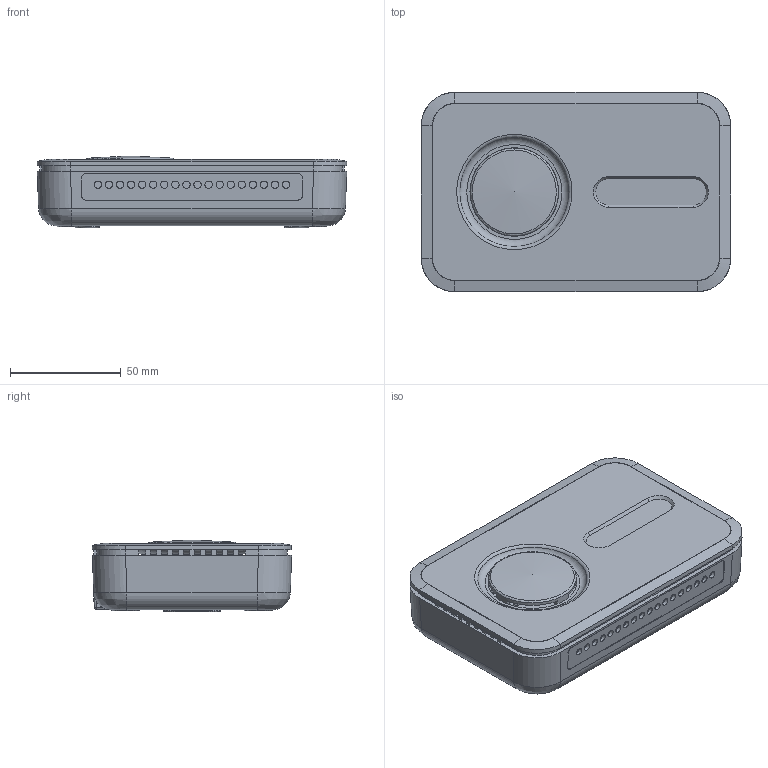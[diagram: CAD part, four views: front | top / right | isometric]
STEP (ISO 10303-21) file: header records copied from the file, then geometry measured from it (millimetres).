
FILE_DESCRIPTION(/* description */ (''),/* implementation_level */ '2;1');
FILE_NAME(/* name */ '',/* time_stamp */ '2014-03-06T14:15:35+08:00',/* author */ (''),/* organization */ (''),/* preprocessor_version */ 'ST-DEVELOPER v11',/* originating_system */ 'SIEMENS PLM Software NX 7.0',/* authorisation */ '');
FILE_SCHEMA (('CONFIG_CONTROL_DESIGN'));
Length unit declared in the file: millimetre
Products named in the file (1): Admi450Azqax
Bounding box: 139.8 x 90 x 32.5 mm (x, y, z)
Volume: 68816.2 mm3; surface area: 83203.5 mm2
Topology: 3 solids, 3 shells, 1317 faces, 3746 edges, 2389 vertices
Faces by surface type: plane 1048, cylinder 151, cone 76, bspline 24, torus 14, sphere 4
Full cylindrical faces by diameter (mm): 2.5 x4, 3.3 x18, 3.54 x4, 12.8 x4
Entity records: 42722 total; most frequent: CARTESIAN_POINT 8561, ORIENTED_EDGE 7318, DIRECTION 6667, EDGE_CURVE 3659, LINE 2945, VECTOR 2945, VERTEX_POINT 2366, AXIS2_PLACEMENT_3D 1861
